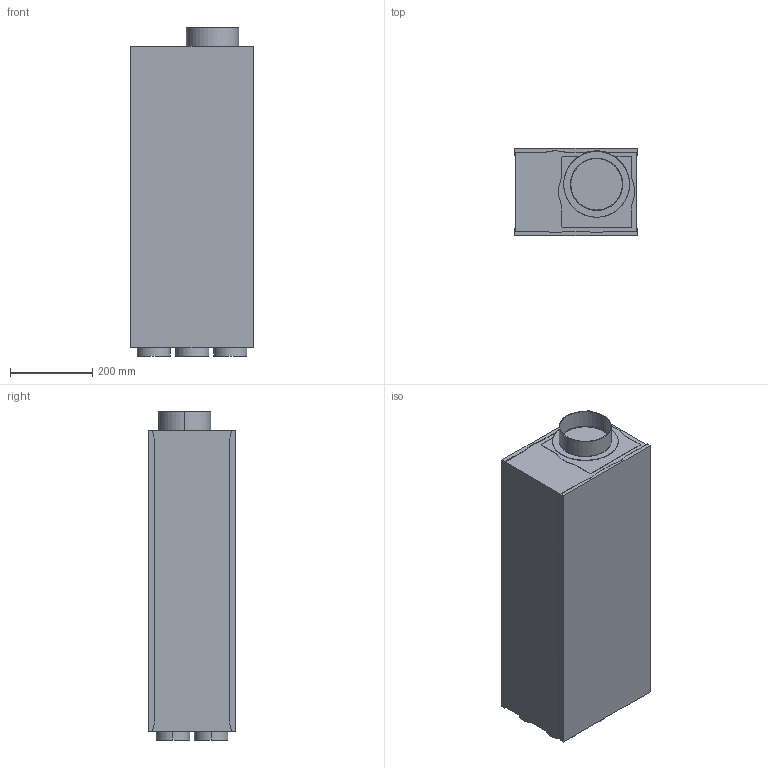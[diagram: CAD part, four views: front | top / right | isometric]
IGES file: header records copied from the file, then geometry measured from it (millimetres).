
Start section: SolidWorks IGES file using analytic representation for surfaces
Global section: file name: 2000002174.IGS; native system: SolidWorks 2021; preprocessor: SolidWorks 2021; author: Bolli; date: 230601.110102; units: millimetre
Bounding box: 298 x 212 x 797.5 mm (x, y, z)
Surface area: 1032372.1 mm2 (no closed solid volume)
Topology: 0 solids, 0 shells, 112 faces, 2426 edges, 2426 vertices
Faces by surface type: bspline 72, revolution 40
